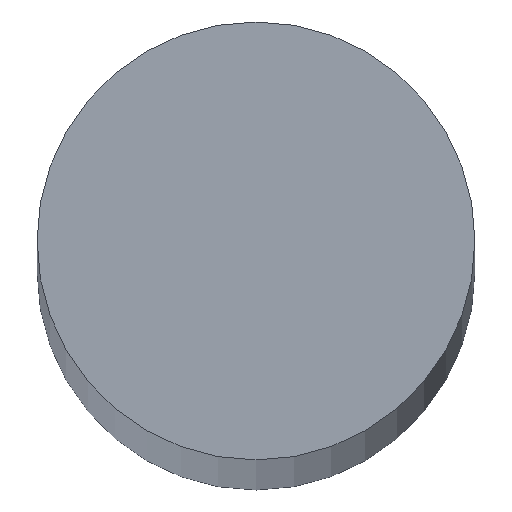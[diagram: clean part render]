
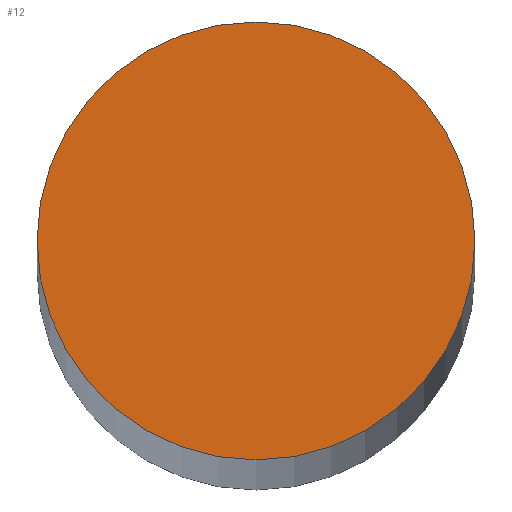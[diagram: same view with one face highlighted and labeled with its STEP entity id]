
A CAD part, top view. The second image highlights one B-rep face of the part: STEP entity #12.
In plain terms, the highlighted planar face has unit normal (0, 0, 1).
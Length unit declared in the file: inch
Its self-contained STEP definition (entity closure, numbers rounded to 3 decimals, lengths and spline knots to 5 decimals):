
#3 = CARTESIAN_POINT ( 'NONE',  ( -0.25, 0., 0. ) ) ;
#4 = AXIS2_PLACEMENT_3D ( 'NONE', #41, #82, #149 ) ;
#7 = CARTESIAN_POINT ( 'NONE',  ( 0., 0., 0. ) ) ;
#11 = CIRCLE ( 'NONE', #147, 0.25 ) ;
#12 = ADVANCED_FACE ( 'NONE', ( #16 ), #14, .T. ) ;
#14 = PLANE ( 'NONE',  #59 ) ;
#16 = FACE_OUTER_BOUND ( 'NONE', #57, .T. ) ;
#19 = DIRECTION ( 'NONE',  ( -1., 0., 0. ) ) ;
#20 = VERTEX_POINT ( 'NONE', #3 ) ;
#25 = CIRCLE ( 'NONE', #4, 0.25 ) ;
#27 = CARTESIAN_POINT ( 'NONE',  ( 0.25, 0., 0. ) ) ;
#28 = CARTESIAN_POINT ( 'NONE',  ( 0., 0., 0. ) ) ;
#41 = CARTESIAN_POINT ( 'NONE',  ( 0., 0., 0. ) ) ;
#49 = VERTEX_POINT ( 'NONE', #27 ) ;
#57 = EDGE_LOOP ( 'NONE', ( #114, #94 ) ) ;
#59 = AXIS2_PLACEMENT_3D ( 'NONE', #28, #67, #131 ) ;
#67 = DIRECTION ( 'NONE',  ( 0., 0., 1. ) ) ;
#82 = DIRECTION ( 'NONE',  ( 0., 0., -1. ) ) ;
#92 = DIRECTION ( 'NONE',  ( 0., 0., -1. ) ) ;
#94 = ORIENTED_EDGE ( 'NONE', *, *, #113, .F. ) ;
#113 = EDGE_CURVE ( 'NONE', #49, #20, #25, .T. ) ;
#114 = ORIENTED_EDGE ( 'NONE', *, *, #115, .F. ) ;
#115 = EDGE_CURVE ( 'NONE', #20, #49, #11, .T. ) ;
#131 = DIRECTION ( 'NONE',  ( 1., 0., 0. ) ) ;
#147 = AXIS2_PLACEMENT_3D ( 'NONE', #7, #92, #19 ) ;
#149 = DIRECTION ( 'NONE',  ( -1., 0., 0. ) ) ;
